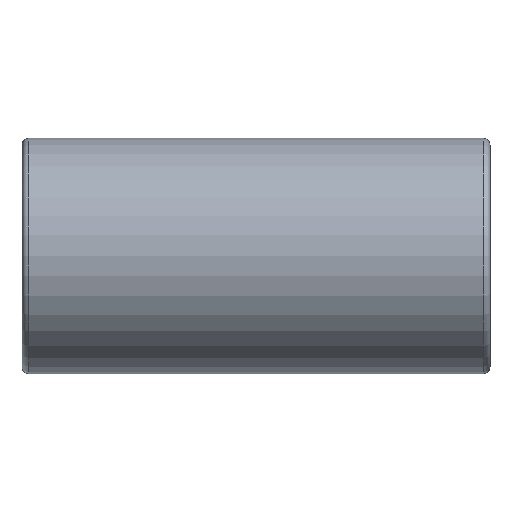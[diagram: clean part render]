
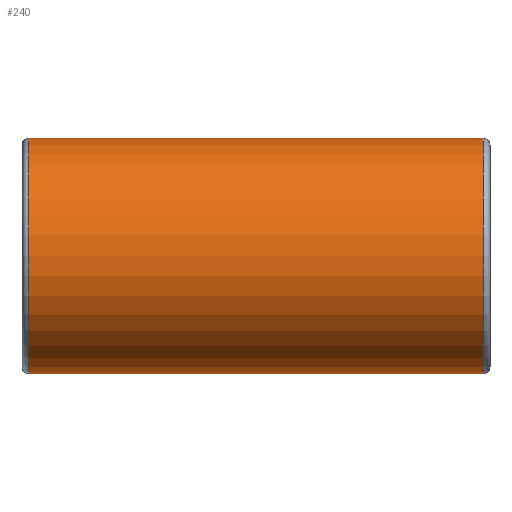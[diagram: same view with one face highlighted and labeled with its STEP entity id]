
A CAD part, top view. The second image highlights one B-rep face of the part: STEP entity #240.
In plain terms, the highlighted cylindrical face has radius 17.6 mm (diameter 35.2 mm), a full revolution.
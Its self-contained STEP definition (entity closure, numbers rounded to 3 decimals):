
#15=B_SPLINE_CURVE_WITH_KNOTS('',3,(#406,#407,#408,#409,#410,#411,#412,
#413,#414,#415,#416,#417,#418,#419,#420,#421,#422,#423,#424,#425,#426,#427,
#428,#429,#430,#431,#432,#433,#434,#435),.UNSPECIFIED.,.F.,.F.,(4,2,2,2,
2,2,2,2,2,2,2,2,2,2,4),(2.369,2.66,2.95,
3.531,3.833,4.135,4.437,4.739,
5.041,5.343,5.645,5.947,6.528,
6.818,7.108),.UNSPECIFIED.);
#16=B_SPLINE_CURVE_WITH_KNOTS('',3,(#440,#441,#442,#443,#444,#445,#446,
#447,#448,#449,#450,#451,#452,#453,#454,#455),.UNSPECIFIED.,.F.,.F.,(4,
2,2,2,2,2,2,4),(7.108,7.399,7.689,8.27,
8.572,8.874,9.176,9.478),
 .UNSPECIFIED.);
#17=B_SPLINE_CURVE_WITH_KNOTS('',3,(#456,#457,#458,#459,#460,#461,#462,
#463,#464,#465,#466,#467,#468,#469,#470,#471),.UNSPECIFIED.,.F.,.F.,(4,
2,2,2,2,2,2,4),(0.,0.302,0.604,0.906,
1.208,1.789,2.079,2.369),
 .UNSPECIFIED.);
#39=FACE_OUTER_BOUND('',#56,.T.);
#56=EDGE_LOOP('',(#174,#175,#176,#177,#178,#179,#180,#181,#182));
#75=LINE('',#404,#84);
#76=LINE('',#437,#85);
#84=VECTOR('',#330,17.6);
#85=VECTOR('',#331,17.6);
#97=CIRCLE('',#281,17.6);
#98=CIRCLE('',#283,17.6);
#114=VERTEX_POINT('',#399);
#115=VERTEX_POINT('',#403);
#116=VERTEX_POINT('',#405);
#117=VERTEX_POINT('',#436);
#118=VERTEX_POINT('',#439);
#137=EDGE_CURVE('',#114,#114,#97,.T.);
#138=EDGE_CURVE('',#114,#115,#75,.T.);
#139=EDGE_CURVE('',#115,#116,#15,.T.);
#140=EDGE_CURVE('',#116,#117,#76,.T.);
#141=EDGE_CURVE('',#117,#117,#98,.T.);
#142=EDGE_CURVE('',#116,#118,#16,.T.);
#143=EDGE_CURVE('',#118,#115,#17,.T.);
#174=ORIENTED_EDGE('',*,*,#137,.F.);
#175=ORIENTED_EDGE('',*,*,#138,.T.);
#176=ORIENTED_EDGE('',*,*,#139,.T.);
#177=ORIENTED_EDGE('',*,*,#140,.T.);
#178=ORIENTED_EDGE('',*,*,#141,.F.);
#179=ORIENTED_EDGE('',*,*,#140,.F.);
#180=ORIENTED_EDGE('',*,*,#142,.T.);
#181=ORIENTED_EDGE('',*,*,#143,.T.);
#182=ORIENTED_EDGE('',*,*,#138,.F.);
#231=CYLINDRICAL_SURFACE('',#282,17.6);
#240=ADVANCED_FACE('',(#39),#231,.T.);
#281=AXIS2_PLACEMENT_3D('',#401,#326,#327);
#282=AXIS2_PLACEMENT_3D('',#402,#328,#329);
#283=AXIS2_PLACEMENT_3D('',#438,#332,#333);
#326=DIRECTION('center_axis',(-1.,0.,0.));
#327=DIRECTION('ref_axis',(0.,0.,-1.));
#328=DIRECTION('center_axis',(-1.,0.,0.));
#329=DIRECTION('ref_axis',(0.,0.,1.));
#330=DIRECTION('',(1.,0.,0.));
#331=DIRECTION('',(1.,0.,0.));
#332=DIRECTION('center_axis',(1.,0.,0.));
#333=DIRECTION('ref_axis',(0.,0.,-1.));
#399=CARTESIAN_POINT('',(-34.,0.,-17.6));
#401=CARTESIAN_POINT('Origin',(-34.,0.,0.));
#402=CARTESIAN_POINT('Origin',(0.,0.,0.));
#403=CARTESIAN_POINT('',(-14.55,0.,-17.6));
#404=CARTESIAN_POINT('',(0.,0.,-17.6));
#405=CARTESIAN_POINT('',(14.55,0.,-17.6));
#406=CARTESIAN_POINT('Ctrl Pts',(-14.55,0.,-17.6));
#407=CARTESIAN_POINT('Ctrl Pts',(-14.55,-0.968,-17.6));
#408=CARTESIAN_POINT('Ctrl Pts',(-14.452,-1.953,-17.519));
#409=CARTESIAN_POINT('Ctrl Pts',(-14.057,-3.882,-17.194));
#410=CARTESIAN_POINT('Ctrl Pts',(-13.761,-4.826,-16.952));
#411=CARTESIAN_POINT('Ctrl Pts',(-12.618,-7.499,-16.034));
#412=CARTESIAN_POINT('Ctrl Pts',(-11.508,-9.069,-15.158));
#413=CARTESIAN_POINT('Ctrl Pts',(-9.654,-10.923,-13.823));
#414=CARTESIAN_POINT('Ctrl Pts',(-8.944,-11.514,-13.331));
#415=CARTESIAN_POINT('Ctrl Pts',(-7.404,-12.56,-12.35));
#416=CARTESIAN_POINT('Ctrl Pts',(-6.575,-13.015,-11.862));
#417=CARTESIAN_POINT('Ctrl Pts',(-4.825,-13.76,-10.989));
#418=CARTESIAN_POINT('Ctrl Pts',(-3.904,-14.05,-10.605));
#419=CARTESIAN_POINT('Ctrl Pts',(-1.996,-14.445,-10.06));
#420=CARTESIAN_POINT('Ctrl Pts',(-1.007,-14.55,-9.902));
#421=CARTESIAN_POINT('Ctrl Pts',(1.007,-14.55,-9.902));
#422=CARTESIAN_POINT('Ctrl Pts',(1.996,-14.445,-10.06));
#423=CARTESIAN_POINT('Ctrl Pts',(3.904,-14.05,-10.605));
#424=CARTESIAN_POINT('Ctrl Pts',(4.825,-13.76,-10.989));
#425=CARTESIAN_POINT('Ctrl Pts',(6.575,-13.015,-11.862));
#426=CARTESIAN_POINT('Ctrl Pts',(7.404,-12.56,-12.35));
#427=CARTESIAN_POINT('Ctrl Pts',(8.944,-11.514,-13.331));
#428=CARTESIAN_POINT('Ctrl Pts',(9.654,-10.923,-13.823));
#429=CARTESIAN_POINT('Ctrl Pts',(11.508,-9.069,-15.158));
#430=CARTESIAN_POINT('Ctrl Pts',(12.618,-7.499,-16.034));
#431=CARTESIAN_POINT('Ctrl Pts',(13.761,-4.826,-16.952));
#432=CARTESIAN_POINT('Ctrl Pts',(14.057,-3.882,-17.194));
#433=CARTESIAN_POINT('Ctrl Pts',(14.452,-1.953,-17.519));
#434=CARTESIAN_POINT('Ctrl Pts',(14.55,-0.968,-17.6));
#435=CARTESIAN_POINT('Ctrl Pts',(14.55,0.,-17.6));
#436=CARTESIAN_POINT('',(34.,0.,-17.6));
#437=CARTESIAN_POINT('',(0.,0.,-17.6));
#438=CARTESIAN_POINT('Origin',(34.,0.,0.));
#439=CARTESIAN_POINT('',(0.,14.55,-9.902));
#440=CARTESIAN_POINT('Ctrl Pts',(14.55,0.,-17.6));
#441=CARTESIAN_POINT('Ctrl Pts',(14.55,0.968,-17.6));
#442=CARTESIAN_POINT('Ctrl Pts',(14.452,1.953,-17.519));
#443=CARTESIAN_POINT('Ctrl Pts',(14.057,3.882,-17.194));
#444=CARTESIAN_POINT('Ctrl Pts',(13.761,4.826,-16.952));
#445=CARTESIAN_POINT('Ctrl Pts',(12.618,7.499,-16.034));
#446=CARTESIAN_POINT('Ctrl Pts',(11.508,9.069,-15.158));
#447=CARTESIAN_POINT('Ctrl Pts',(9.654,10.923,-13.823));
#448=CARTESIAN_POINT('Ctrl Pts',(8.944,11.514,-13.331));
#449=CARTESIAN_POINT('Ctrl Pts',(7.404,12.56,-12.35));
#450=CARTESIAN_POINT('Ctrl Pts',(6.575,13.015,-11.862));
#451=CARTESIAN_POINT('Ctrl Pts',(4.825,13.76,-10.989));
#452=CARTESIAN_POINT('Ctrl Pts',(3.904,14.05,-10.605));
#453=CARTESIAN_POINT('Ctrl Pts',(1.996,14.445,-10.06));
#454=CARTESIAN_POINT('Ctrl Pts',(1.007,14.55,-9.902));
#455=CARTESIAN_POINT('Ctrl Pts',(0.,14.55,-9.902));
#456=CARTESIAN_POINT('Ctrl Pts',(0.,14.55,-9.902));
#457=CARTESIAN_POINT('Ctrl Pts',(-1.007,14.55,-9.902));
#458=CARTESIAN_POINT('Ctrl Pts',(-1.996,14.445,-10.06));
#459=CARTESIAN_POINT('Ctrl Pts',(-3.904,14.05,-10.605));
#460=CARTESIAN_POINT('Ctrl Pts',(-4.825,13.76,-10.989));
#461=CARTESIAN_POINT('Ctrl Pts',(-6.575,13.015,-11.862));
#462=CARTESIAN_POINT('Ctrl Pts',(-7.404,12.56,-12.35));
#463=CARTESIAN_POINT('Ctrl Pts',(-8.944,11.514,-13.331));
#464=CARTESIAN_POINT('Ctrl Pts',(-9.654,10.923,-13.823));
#465=CARTESIAN_POINT('Ctrl Pts',(-11.508,9.069,-15.158));
#466=CARTESIAN_POINT('Ctrl Pts',(-12.618,7.499,-16.034));
#467=CARTESIAN_POINT('Ctrl Pts',(-13.761,4.826,-16.952));
#468=CARTESIAN_POINT('Ctrl Pts',(-14.057,3.882,-17.194));
#469=CARTESIAN_POINT('Ctrl Pts',(-14.452,1.953,-17.519));
#470=CARTESIAN_POINT('Ctrl Pts',(-14.55,0.968,-17.6));
#471=CARTESIAN_POINT('Ctrl Pts',(-14.55,0.,-17.6));
